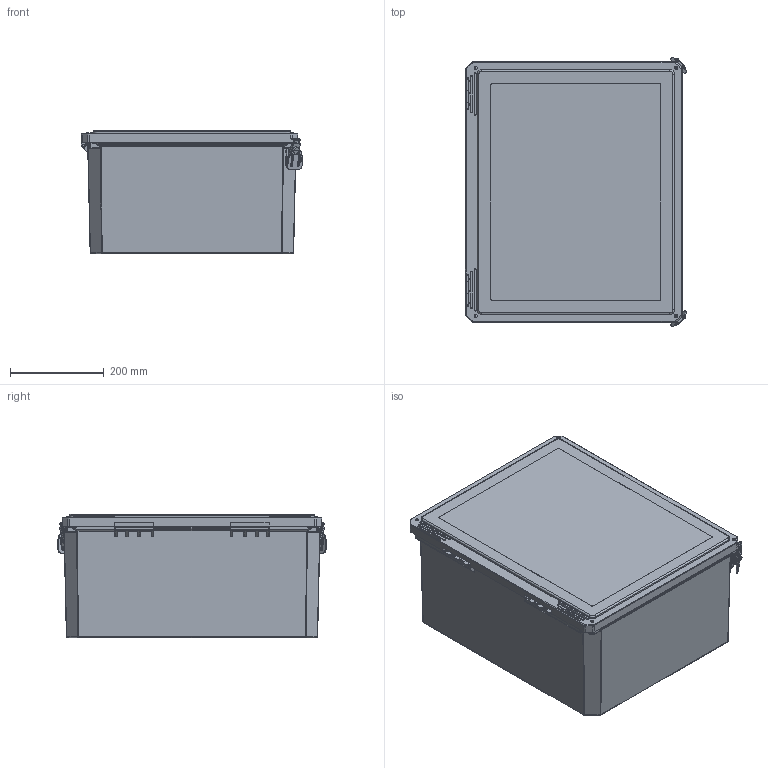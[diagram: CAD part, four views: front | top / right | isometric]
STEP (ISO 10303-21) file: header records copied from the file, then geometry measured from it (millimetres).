
FILE_DESCRIPTION (( 'STEP AP214' ), '1' );
FILE_NAME ('FRW201610HLL.STEP', '2018-11-02T19:10:23', ( '' ), ( '' ), 'SwSTEP 2.0', 'SolidWorks 2018', '' );
FILE_SCHEMA (( 'AUTOMOTIVE_DESIGN' ));
Length unit declared in the file: inch
Products named in the file (1): FRW201610HLL
Bounding box: 471.45 x 573.47 x 262.72 mm (x, y, z)
Volume: 5112073.6 mm3; surface area: 2109390.5 mm2
Topology: 38 solids, 38 shells, 2353 faces, 5765 edges, 3440 vertices
Faces by surface type: cylinder 924, plane 833, bspline 536, cone 48, torus 12
Full cylindrical faces by diameter (mm): 1.267 x4, 1.27 x2, 2.489 x4, 3.429 x4, 3.48 x4, 3.81 x4, 3.861 x8, 3.962 x16, 5.08 x4, 5.3 x4, 5.563 x2, 5.766 x2, 6.248 x16, 6.401 x4, 6.426 x4, 7.937 x1, 7.938 x1, 9.22 x2, 11.049 x2, 15.24 x2
Entity records: 127679 total; most frequent: CARTESIAN_POINT 47504, ORIENTED_EDGE 11076, DIRECTION 8473, EDGE_CURVE 5538, VERTEX_POINT 3409, AXIS2_PLACEMENT_3D 2841, VECTOR 2791, LINE 2791
